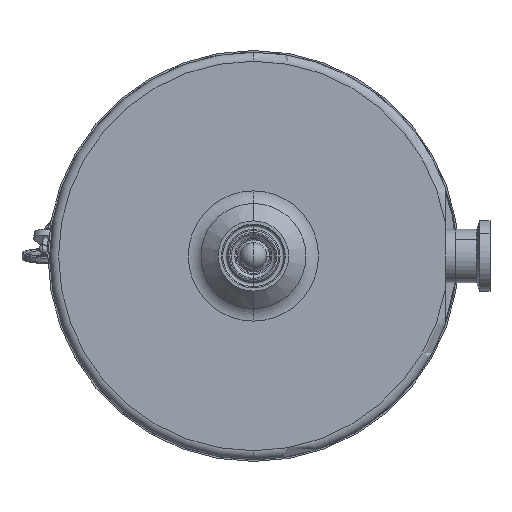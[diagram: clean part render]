
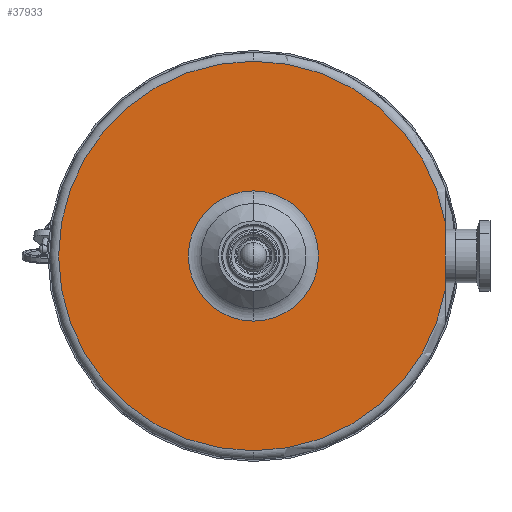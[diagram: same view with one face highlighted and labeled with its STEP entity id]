
A CAD part, front view. The second image highlights one B-rep face of the part: STEP entity #37933.
In plain terms, the highlighted planar face has unit normal (0, -1, 0).
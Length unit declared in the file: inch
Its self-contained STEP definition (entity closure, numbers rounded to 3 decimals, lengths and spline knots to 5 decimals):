
#677 = VECTOR ( 'NONE', #2630, 39.37008 ) ;
#2067 = EDGE_LOOP ( 'NONE', ( #20764, #7129 ) ) ;
#2196 = VERTEX_POINT ( 'NONE', #32713 ) ;
#2542 = DIRECTION ( 'NONE',  ( 0., 0., -1. ) ) ;
#2630 = DIRECTION ( 'NONE',  ( 0., 0., -1. ) ) ;
#2896 = VERTEX_POINT ( 'NONE', #16256 ) ;
#3961 = ORIENTED_EDGE ( 'NONE', *, *, #34213, .T. ) ;
#4215 = DIRECTION ( 'NONE',  ( 0., -1., 0. ) ) ;
#5053 = EDGE_CURVE ( 'NONE', #29234, #2196, #27663, .T. ) ;
#6274 = CARTESIAN_POINT ( 'NONE',  ( 0., -0.63, 0. ) ) ;
#6351 = EDGE_CURVE ( 'NONE', #2896, #16758, #23783, .T. ) ;
#6777 = CARTESIAN_POINT ( 'NONE',  ( 0., -0.63, 0. ) ) ;
#7129 = ORIENTED_EDGE ( 'NONE', *, *, #5053, .F. ) ;
#7289 = AXIS2_PLACEMENT_3D ( 'NONE', #34713, #16470, #37780 ) ;
#7739 = FACE_BOUND ( 'NONE', #2067, .T. ) ;
#8256 = DIRECTION ( 'NONE',  ( 0., -1., 0. ) ) ;
#9332 = DIRECTION ( 'NONE',  ( 0., 0., -1. ) ) ;
#9834 = DIRECTION ( 'NONE',  ( 0., 0., -1. ) ) ;
#10662 = ORIENTED_EDGE ( 'NONE', *, *, #31971, .T. ) ;
#10973 = VERTEX_POINT ( 'NONE', #18440 ) ;
#12221 = CIRCLE ( 'NONE', #7289, 2.725 ) ;
#12323 = AXIS2_PLACEMENT_3D ( 'NONE', #6777, #28155, #9834 ) ;
#14142 = CIRCLE ( 'NONE', #17855, 2.725 ) ;
#14168 = EDGE_LOOP ( 'NONE', ( #14409, #39117, #10662, #3961 ) ) ;
#14276 = CIRCLE ( 'NONE', #38167, 0.91114 ) ;
#14409 = ORIENTED_EDGE ( 'NONE', *, *, #34977, .F. ) ;
#15699 = VERTEX_POINT ( 'NONE', #25377 ) ;
#16256 = CARTESIAN_POINT ( 'NONE',  ( 2.685, -0.63, 0.46519 ) ) ;
#16470 = DIRECTION ( 'NONE',  ( 0., -1., 0. ) ) ;
#16758 = VERTEX_POINT ( 'NONE', #36389 ) ;
#17855 = AXIS2_PLACEMENT_3D ( 'NONE', #26577, #8256, #29637 ) ;
#18440 = CARTESIAN_POINT ( 'NONE',  ( 0., -0.63, -2.725 ) ) ;
#20764 = ORIENTED_EDGE ( 'NONE', *, *, #28115, .F. ) ;
#20861 = DIRECTION ( 'NONE',  ( 0., -1., 0. ) ) ;
#20958 = CARTESIAN_POINT ( 'NONE',  ( 2.685, -0.63, 0. ) ) ;
#22545 = PLANE ( 'NONE',  #38344 ) ;
#23783 = CIRCLE ( 'NONE', #12323, 2.725 ) ;
#25377 = CARTESIAN_POINT ( 'NONE',  ( 2.685, -0.63, -0.46519 ) ) ;
#25618 = DIRECTION ( 'NONE',  ( 0., 0., -1. ) ) ;
#26577 = CARTESIAN_POINT ( 'NONE',  ( 0., -0.63, 0. ) ) ;
#27650 = DIRECTION ( 'NONE',  ( 0., -1., 0. ) ) ;
#27663 = CIRCLE ( 'NONE', #37097, 0.91114 ) ;
#28115 = EDGE_CURVE ( 'NONE', #2196, #29234, #14276, .T. ) ;
#28155 = DIRECTION ( 'NONE',  ( 0., -1., 0. ) ) ;
#29234 = VERTEX_POINT ( 'NONE', #32224 ) ;
#29637 = DIRECTION ( 'NONE',  ( 0., 0., -1. ) ) ;
#31168 = FACE_OUTER_BOUND ( 'NONE', #14168, .T. ) ;
#31971 = EDGE_CURVE ( 'NONE', #16758, #10973, #12221, .T. ) ;
#32224 = CARTESIAN_POINT ( 'NONE',  ( 0., -0.63, 0.91114 ) ) ;
#32713 = CARTESIAN_POINT ( 'NONE',  ( 0., -0.63, -0.91114 ) ) ;
#33166 = LINE ( 'NONE', #20958, #677 ) ;
#34213 = EDGE_CURVE ( 'NONE', #10973, #15699, #14142, .T. ) ;
#34713 = CARTESIAN_POINT ( 'NONE',  ( 0., -0.63, 0. ) ) ;
#34977 = EDGE_CURVE ( 'NONE', #2896, #15699, #33166, .T. ) ;
#36389 = CARTESIAN_POINT ( 'NONE',  ( 0., -0.63, 2.725 ) ) ;
#37097 = AXIS2_PLACEMENT_3D ( 'NONE', #39118, #20861, #2542 ) ;
#37739 = CARTESIAN_POINT ( 'NONE',  ( 0.91114, -0.63, 0. ) ) ;
#37780 = DIRECTION ( 'NONE',  ( 0., 0., -1. ) ) ;
#37933 = ADVANCED_FACE ( 'NONE', ( #31168, #7739 ), #22545, .T. ) ;
#38167 = AXIS2_PLACEMENT_3D ( 'NONE', #6274, #27650, #9332 ) ;
#38344 = AXIS2_PLACEMENT_3D ( 'NONE', #37739, #4215, #25618 ) ;
#39117 = ORIENTED_EDGE ( 'NONE', *, *, #6351, .T. ) ;
#39118 = CARTESIAN_POINT ( 'NONE',  ( 0., -0.63, 0. ) ) ;
